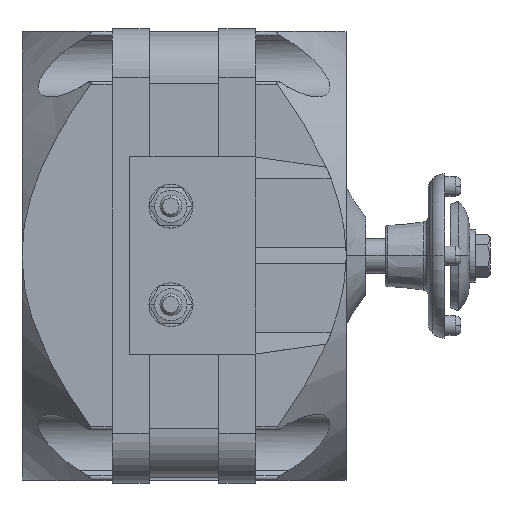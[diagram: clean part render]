
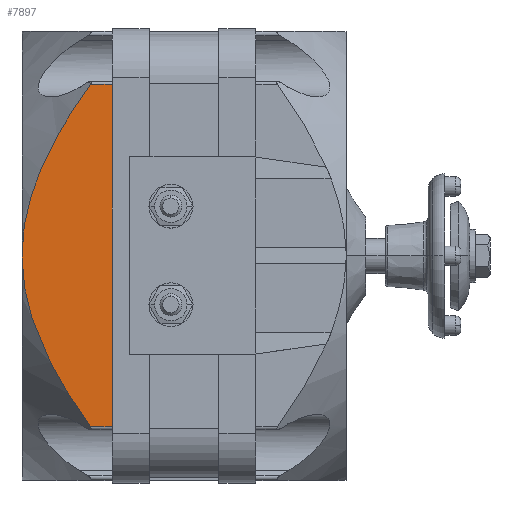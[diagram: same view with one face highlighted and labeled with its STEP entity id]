
A CAD part, top view. The second image highlights one B-rep face of the part: STEP entity #7897.
In plain terms, the highlighted planar face has unit normal (0, 0, 1).
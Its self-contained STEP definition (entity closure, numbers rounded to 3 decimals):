
#883=CARTESIAN_POINT('',(-17.09,31.308,41.));
#900=CARTESIAN_POINT('',(-29.6,0.438,41.));
#901=CARTESIAN_POINT('',(-29.584,1.686,41.));
#902=CARTESIAN_POINT('',(-29.414,4.227,41.));
#903=CARTESIAN_POINT('',(-28.741,8.092,41.));
#904=CARTESIAN_POINT('',(-27.562,12.237,41.));
#905=CARTESIAN_POINT('',(-26.049,16.091,41.));
#906=CARTESIAN_POINT('',(-24.547,19.289,41.));
#907=CARTESIAN_POINT('',(-22.569,22.959,41.));
#908=CARTESIAN_POINT('',(-20.152,26.898,41.));
#909=CARTESIAN_POINT('',(-18.171,29.8,41.));
#910=CARTESIAN_POINT('',(-17.09,31.308,41.));
#989=DIRECTION('',(1.,0.,0.));
#990=VECTOR('',#989,3.99);
#991=CARTESIAN_POINT('',(-17.09,31.308,41.));
#992=LINE('',#991,#990);
#993=DIRECTION('',(0.,1.,0.));
#994=VECTOR('',#993,62.615);
#995=CARTESIAN_POINT('',(-13.1,-31.308,41.));
#996=LINE('',#995,#994);
#997=DIRECTION('',(0.,-1.,0.));
#998=VECTOR('',#997,0.88);
#999=CARTESIAN_POINT('',(-29.6,0.438,41.));
#1000=LINE('',#999,#998);
#1001=DIRECTION('',(-1.,0.,0.));
#1002=VECTOR('',#1001,3.993);
#1003=CARTESIAN_POINT('',(-13.1,-31.308,41.));
#1004=LINE('',#1003,#1002);
#1009=CARTESIAN_POINT('',(-17.093,-31.308,41.));
#1010=CARTESIAN_POINT('',(-17.831,-30.279,41.));
#1011=CARTESIAN_POINT('',(-19.217,-28.281,41.));
#1012=CARTESIAN_POINT('',(-21.026,-25.488,41.));
#1013=CARTESIAN_POINT('',(-22.607,-22.852,41.));
#1014=CARTESIAN_POINT('',(-23.987,-20.344,41.));
#1015=CARTESIAN_POINT('',(-25.19,-17.937,41.));
#1016=CARTESIAN_POINT('',(-26.231,-15.611,41.));
#1017=CARTESIAN_POINT('',(-27.121,-13.349,41.));
#1018=CARTESIAN_POINT('',(-27.87,-11.133,41.));
#1019=CARTESIAN_POINT('',(-28.482,-8.956,41.));
#1020=CARTESIAN_POINT('',(-28.962,-6.805,41.));
#1021=CARTESIAN_POINT('',(-29.31,-4.674,41.));
#1022=CARTESIAN_POINT('',(-29.53,-2.556,41.));
#1023=CARTESIAN_POINT('',(-29.591,-1.146,41.));
#1024=CARTESIAN_POINT('',(-29.6,-0.442,41.));
#5774=CARTESIAN_POINT('',(-13.1,31.308,41.));
#5775=VERTEX_POINT('',#5774);
#5776=CARTESIAN_POINT('',(-13.1,-31.308,41.));
#5777=VERTEX_POINT('',#5776);
#5858=CARTESIAN_POINT('',(-29.6,0.438,41.));
#5860=VERTEX_POINT('',#5858);
#5876=CARTESIAN_POINT('',(-29.6,-0.442,41.));
#5877=VERTEX_POINT('',#5876);
#5952=VERTEX_POINT('',#883);
#5953=VERTEX_POINT('',#1009);
#7882=CARTESIAN_POINT('',(-13.1,31.308,41.));
#7883=DIRECTION('',(0.,0.,1.));
#7884=DIRECTION('',(1.,0.,0.));
#7885=AXIS2_PLACEMENT_3D('',#7882,#7883,#7884);
#7886=PLANE('',#7885);
#7887=ORIENTED_EDGE('',*,*,#7738,.T.);
#7888=ORIENTED_EDGE('',*,*,#7877,.T.);
#7889=ORIENTED_EDGE('',*,*,#7376,.F.);
#7891=ORIENTED_EDGE('',*,*,#7890,.T.);
#7893=ORIENTED_EDGE('',*,*,#7892,.T.);
#7894=ORIENTED_EDGE('',*,*,#7563,.F.);
#7895=EDGE_LOOP('',(#7887,#7888,#7889,#7891,#7893,#7894));
#7896=FACE_OUTER_BOUND('',#7895,.F.);
#7897=ADVANCED_FACE('',(#7896),#7886,.T.);
#911=B_SPLINE_CURVE_WITH_KNOTS('',3,(#900,#901,#902,#903,#904,#905,#906,#907,
#908,#909,#910),.UNSPECIFIED.,.F.,.F.,(4,1,1,1,1,1,1,1,4),(0.,0.125,0.25,
0.375,0.5,0.625,0.75,0.875,1.),.UNSPECIFIED.);
#1025=B_SPLINE_CURVE_WITH_KNOTS('',3,(#1009,#1010,#1011,#1012,#1013,#1014,#1015,
#1016,#1017,#1018,#1019,#1020,#1021,#1022,#1023,#1024),.UNSPECIFIED.,.F.,.F.,(4,
1,1,1,1,1,1,1,1,1,1,1,1,4),(0.,0.077,0.154,
0.231,0.308,0.385,0.462,
0.538,0.615,0.692,0.769,
0.846,0.923,1.),.UNSPECIFIED.);
#7376=EDGE_CURVE('',#5777,#5775,#996,.T.);
#7563=EDGE_CURVE('',#5860,#5877,#1000,.T.);
#7738=EDGE_CURVE('',#5860,#5952,#911,.T.);
#7877=EDGE_CURVE('',#5952,#5775,#992,.T.);
#7890=EDGE_CURVE('',#5777,#5953,#1004,.T.);
#7892=EDGE_CURVE('',#5953,#5877,#1025,.T.);
